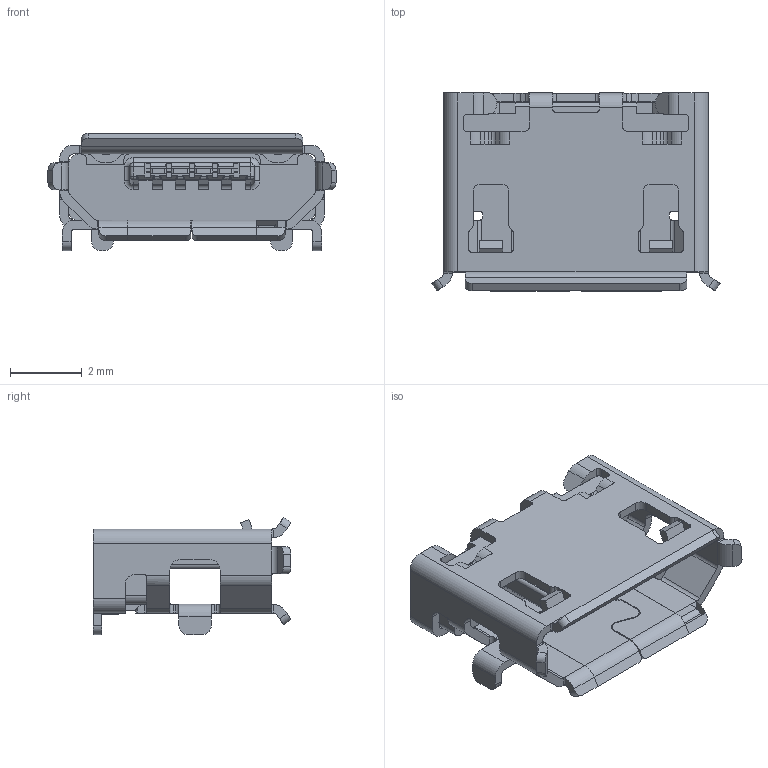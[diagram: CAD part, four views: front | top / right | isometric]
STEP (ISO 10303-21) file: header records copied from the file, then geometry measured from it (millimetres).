
FILE_DESCRIPTION(/* description */ (''),/* implementation_level */ '2;1');
FILE_NAME(/* name */ 'usb_micro_female.step',/* time_stamp */ '2021-08-31T07:16:16+08:00',/* author */ (''),/* organization */ (''),/* preprocessor_version */ 'ST-DEVELOPER v18.1',/* originating_system */ 'Autodesk Translation Framework v10.10.0.1391',/* authorisation */ '');
FILE_SCHEMA (('AUTOMOTIVE_DESIGN { 1 0 10303 214 3 1 1 }'));
Length unit declared in the file: millimetre
Products named in the file (1): (Unsaved)
Bounding box: 8.05 x 5.53 x 3.27 mm (x, y, z)
Volume: 40.4 mm3; surface area: 300.2 mm2
Topology: 14 solids, 14 shells, 761 faces, 2102 edges, 1364 vertices
Faces by surface type: plane 473, cylinder 252, bspline 20, cone 8, sphere 4, torus 4
Entity records: 26225 total; most frequent: CARTESIAN_POINT 6512, ORIENTED_EDGE 4202, DIRECTION 4013, EDGE_CURVE 2101, LINE 1489, VECTOR 1489, VERTEX_POINT 1364, AXIS2_PLACEMENT_3D 1262
